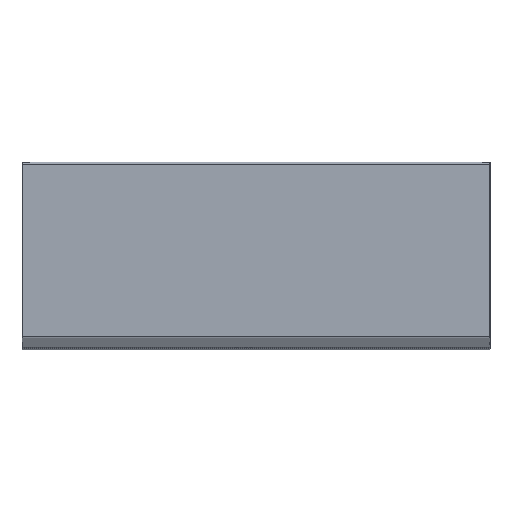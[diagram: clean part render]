
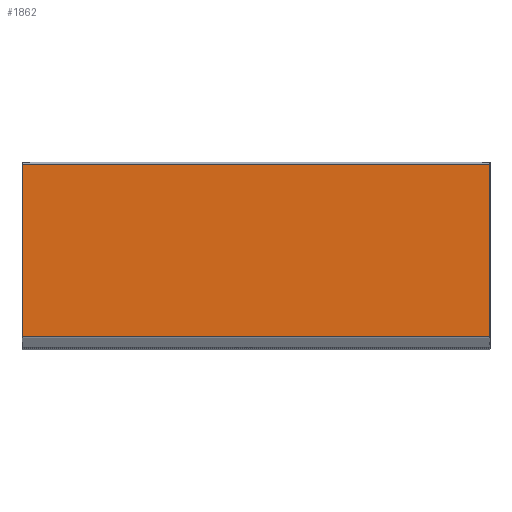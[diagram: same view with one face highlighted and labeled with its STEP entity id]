
A CAD part, top view. The second image highlights one B-rep face of the part: STEP entity #1862.
In plain terms, the highlighted planar face has unit normal (0, 0, 1).
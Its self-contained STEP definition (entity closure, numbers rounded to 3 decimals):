
#81 = EDGE_LOOP ( 'NONE', ( #3957, #5682, #2061, #2677 ) ) ;
#144 = VECTOR ( 'NONE', #2371, 1000. ) ;
#306 = DIRECTION ( 'NONE',  ( -1., 0., 0. ) ) ;
#580 = LINE ( 'NONE', #3005, #144 ) ;
#656 = VERTEX_POINT ( 'NONE', #5392 ) ;
#698 = EDGE_CURVE ( 'NONE', #656, #2702, #580, .T. ) ;
#711 = LINE ( 'NONE', #1931, #3534 ) ;
#992 = EDGE_CURVE ( 'NONE', #2702, #3326, #711, .T. ) ;
#1092 = CARTESIAN_POINT ( 'NONE',  ( -403., -149.598, 1.2 ) ) ;
#1463 = LINE ( 'NONE', #4375, #5449 ) ;
#1648 = DIRECTION ( 'NONE',  ( 0., 1., 0. ) ) ;
#1862 = ADVANCED_FACE ( 'NONE', ( #4070 ), #3893, .F. ) ;
#1931 = CARTESIAN_POINT ( 'NONE',  ( -403., -150.1, 1.2 ) ) ;
#2061 = ORIENTED_EDGE ( 'NONE', *, *, #2368, .T. ) ;
#2368 = EDGE_CURVE ( 'NONE', #3326, #2973, #4639, .T. ) ;
#2371 = DIRECTION ( 'NONE',  ( -1., 0., 0. ) ) ;
#2436 = DIRECTION ( 'NONE',  ( 1., 0., 0. ) ) ;
#2677 = ORIENTED_EDGE ( 'NONE', *, *, #3900, .T. ) ;
#2702 = VERTEX_POINT ( 'NONE', #4818 ) ;
#2973 = VERTEX_POINT ( 'NONE', #3708 ) ;
#3005 = CARTESIAN_POINT ( 'NONE',  ( 403., 148.225, 1.2 ) ) ;
#3326 = VERTEX_POINT ( 'NONE', #5404 ) ;
#3452 = CARTESIAN_POINT ( 'NONE',  ( 403., 150.1, 1.2 ) ) ;
#3534 = VECTOR ( 'NONE', #4193, 1000. ) ;
#3708 = CARTESIAN_POINT ( 'NONE',  ( 403., -149.598, 1.2 ) ) ;
#3893 = PLANE ( 'NONE',  #4138 ) ;
#3900 = EDGE_CURVE ( 'NONE', #2973, #656, #1463, .T. ) ;
#3957 = ORIENTED_EDGE ( 'NONE', *, *, #698, .T. ) ;
#4070 = FACE_OUTER_BOUND ( 'NONE', #81, .T. ) ;
#4138 = AXIS2_PLACEMENT_3D ( 'NONE', #3452, #5657, #306 ) ;
#4193 = DIRECTION ( 'NONE',  ( 0., -1., 0. ) ) ;
#4302 = VECTOR ( 'NONE', #2436, 1000. ) ;
#4375 = CARTESIAN_POINT ( 'NONE',  ( 403., -150.1, 1.2 ) ) ;
#4639 = LINE ( 'NONE', #1092, #4302 ) ;
#4818 = CARTESIAN_POINT ( 'NONE',  ( -403., 148.225, 1.2 ) ) ;
#5392 = CARTESIAN_POINT ( 'NONE',  ( 403., 148.225, 1.2 ) ) ;
#5404 = CARTESIAN_POINT ( 'NONE',  ( -403., -149.598, 1.2 ) ) ;
#5449 = VECTOR ( 'NONE', #1648, 1000. ) ;
#5657 = DIRECTION ( 'NONE',  ( 0., 0., -1. ) ) ;
#5682 = ORIENTED_EDGE ( 'NONE', *, *, #992, .T. ) ;
